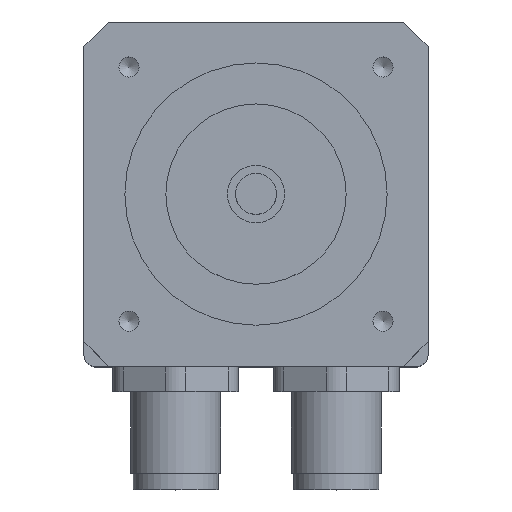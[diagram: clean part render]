
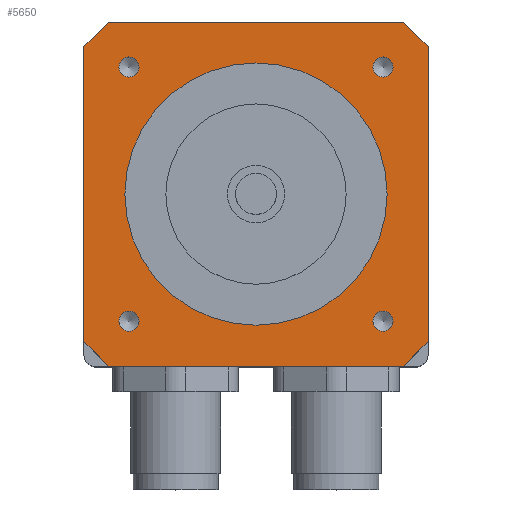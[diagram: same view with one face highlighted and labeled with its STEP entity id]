
A CAD part, top view. The second image highlights one B-rep face of the part: STEP entity #5650.
In plain terms, the highlighted face is planar.
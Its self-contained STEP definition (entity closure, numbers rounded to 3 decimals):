
#5452=CARTESIAN_POINT('',(18.,-21.0,0.0));
#5453=VERTEX_POINT('',#5452);
#5460=CARTESIAN_POINT('',(21.0,-18.0,0.0));
#5461=VERTEX_POINT('',#5460);
#5462=CARTESIAN_POINT('',(18.0,-21.,0.0));
#5463=DIRECTION('',(0.707,0.707,0.0));
#5464=VECTOR('',#5463,4.243);
#5465=LINE('',#5462,#5464);
#5466=EDGE_CURVE('',#5453,#5461,#5465,.T.);
#5483=CARTESIAN_POINT('',(21.0,18.,0.0));
#5484=VERTEX_POINT('',#5483);
#5485=CARTESIAN_POINT('',(21.0,-18.,0.0));
#5486=DIRECTION('',(0.0,1.0,0.0));
#5487=VECTOR('',#5486,36.0);
#5488=LINE('',#5485,#5487);
#5489=EDGE_CURVE('',#5461,#5484,#5488,.T.);
#5540=CARTESIAN_POINT('',(0.,0.,0.0));
#5541=DIRECTION('',(0.0,0.0,1.0));
#5542=DIRECTION('',(1.0,0.0,0.0));
#5543=AXIS2_PLACEMENT_3D('',#5540,#5541,#5542);
#5544=PLANE('',#5543);
#5545=ORIENTED_EDGE('',*,*,#5466,.F.);
#5546=CARTESIAN_POINT('',(-18.,-21.0,0.0));
#5547=VERTEX_POINT('',#5546);
#5548=CARTESIAN_POINT('',(-18.0,-21.0,0.0));
#5549=DIRECTION('',(1.0,0.0,0.0));
#5550=VECTOR('',#5549,36.0);
#5551=LINE('',#5548,#5550);
#5552=EDGE_CURVE('',#5547,#5453,#5551,.T.);
#5553=ORIENTED_EDGE('',*,*,#5552,.F.);
#5554=CARTESIAN_POINT('',(-21.0,-18.,0.0));
#5555=VERTEX_POINT('',#5554);
#5556=CARTESIAN_POINT('',(-21.,-18.0,0.0));
#5557=DIRECTION('',(0.707,-0.707,0.0));
#5558=VECTOR('',#5557,4.243);
#5559=LINE('',#5556,#5558);
#5560=EDGE_CURVE('',#5555,#5547,#5559,.T.);
#5561=ORIENTED_EDGE('',*,*,#5560,.F.);
#5562=CARTESIAN_POINT('',(-21.0,18.,0.0));
#5563=VERTEX_POINT('',#5562);
#5564=CARTESIAN_POINT('',(-21.0,18.0,0.0));
#5565=DIRECTION('',(0.0,-1.0,0.0));
#5566=VECTOR('',#5565,36.0);
#5567=LINE('',#5564,#5566);
#5568=EDGE_CURVE('',#5563,#5555,#5567,.T.);
#5569=ORIENTED_EDGE('',*,*,#5568,.F.);
#5570=CARTESIAN_POINT('',(-18.,21.0,0.0));
#5571=VERTEX_POINT('',#5570);
#5572=CARTESIAN_POINT('',(-18.0,21.0,0.0));
#5573=DIRECTION('',(-0.707,-0.707,0.0));
#5574=VECTOR('',#5573,4.243);
#5575=LINE('',#5572,#5574);
#5576=EDGE_CURVE('',#5571,#5563,#5575,.T.);
#5577=ORIENTED_EDGE('',*,*,#5576,.F.);
#5578=CARTESIAN_POINT('',(18.,21.,0.0));
#5579=VERTEX_POINT('',#5578);
#5580=CARTESIAN_POINT('',(18.0,21.,0.0));
#5581=DIRECTION('',(-1.0,0.0,0.0));
#5582=VECTOR('',#5581,36.0);
#5583=LINE('',#5580,#5582);
#5584=EDGE_CURVE('',#5579,#5571,#5583,.T.);
#5585=ORIENTED_EDGE('',*,*,#5584,.F.);
#5586=CARTESIAN_POINT('',(21.,18.0,0.0));
#5587=DIRECTION('',(-0.707,0.707,0.0));
#5588=VECTOR('',#5587,4.243);
#5589=LINE('',#5586,#5588);
#5590=EDGE_CURVE('',#5484,#5579,#5589,.T.);
#5591=ORIENTED_EDGE('',*,*,#5590,.F.);
#5592=ORIENTED_EDGE('',*,*,#5489,.F.);
#5593=EDGE_LOOP('',(#5545,#5553,#5561,#5569,#5577,#5585,#5591,#5592));
#5594=FACE_OUTER_BOUND('',#5593,.T.);
#5595=CARTESIAN_POINT('',(-16.0,0.,0.0));
#5596=VERTEX_POINT('',#5595);
#5597=CARTESIAN_POINT('',(0.0,0.0,0.0));
#5598=DIRECTION('',(0.0,0.0,1.0));
#5599=DIRECTION('',(1.0,0.0,0.0));
#5600=AXIS2_PLACEMENT_3D('',#5597,#5598,#5599);
#5601=CIRCLE('',#5600,16.0);
#5602=EDGE_CURVE('',#5596,#5596,#5601,.T.);
#5603=ORIENTED_EDGE('',*,*,#5602,.T.);
#5604=EDGE_LOOP('',(#5603));
#5605=FACE_BOUND('',#5604,.T.);
#5606=CARTESIAN_POINT('',(-16.729,15.5,0.0));
#5607=VERTEX_POINT('',#5606);
#5608=CARTESIAN_POINT('',(-15.5,15.5,0.0));
#5609=DIRECTION('',(0.0,0.0,1.0));
#5610=DIRECTION('',(-1.0,0.0,0.0));
#5611=AXIS2_PLACEMENT_3D('',#5608,#5609,#5610);
#5612=CIRCLE('',#5611,1.23);
#5613=EDGE_CURVE('',#5607,#5607,#5612,.T.);
#5614=ORIENTED_EDGE('',*,*,#5613,.T.);
#5615=EDGE_LOOP('',(#5614));
#5616=FACE_BOUND('',#5615,.T.);
#5617=CARTESIAN_POINT('',(14.27,-15.5,0.0));
#5618=VERTEX_POINT('',#5617);
#5619=CARTESIAN_POINT('',(15.5,-15.5,0.0));
#5620=DIRECTION('',(0.0,0.0,1.0));
#5621=DIRECTION('',(-1.0,0.0,0.0));
#5622=AXIS2_PLACEMENT_3D('',#5619,#5620,#5621);
#5623=CIRCLE('',#5622,1.23);
#5624=EDGE_CURVE('',#5618,#5618,#5623,.T.);
#5625=ORIENTED_EDGE('',*,*,#5624,.T.);
#5626=EDGE_LOOP('',(#5625));
#5627=FACE_BOUND('',#5626,.T.);
#5628=CARTESIAN_POINT('',(-16.73,-15.5,0.0));
#5629=VERTEX_POINT('',#5628);
#5630=CARTESIAN_POINT('',(-15.5,-15.5,0.0));
#5631=DIRECTION('',(0.0,0.0,1.0));
#5632=DIRECTION('',(-1.0,0.0,0.0));
#5633=AXIS2_PLACEMENT_3D('',#5630,#5631,#5632);
#5634=CIRCLE('',#5633,1.23);
#5635=EDGE_CURVE('',#5629,#5629,#5634,.T.);
#5636=ORIENTED_EDGE('',*,*,#5635,.T.);
#5637=EDGE_LOOP('',(#5636));
#5638=FACE_BOUND('',#5637,.T.);
#5639=CARTESIAN_POINT('',(14.271,15.5,0.0));
#5640=VERTEX_POINT('',#5639);
#5641=CARTESIAN_POINT('',(15.5,15.5,0.0));
#5642=DIRECTION('',(0.0,0.0,1.0));
#5643=DIRECTION('',(-1.0,0.0,0.0));
#5644=AXIS2_PLACEMENT_3D('',#5641,#5642,#5643);
#5645=CIRCLE('',#5644,1.23);
#5646=EDGE_CURVE('',#5640,#5640,#5645,.T.);
#5647=ORIENTED_EDGE('',*,*,#5646,.T.);
#5648=EDGE_LOOP('',(#5647));
#5649=FACE_BOUND('',#5648,.T.);
#5650=ADVANCED_FACE('',(#5594,#5605,#5616,#5627,#5638,#5649),#5544,.F.);
